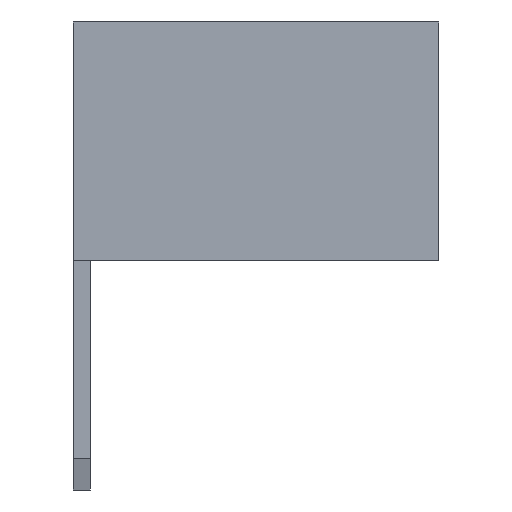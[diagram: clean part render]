
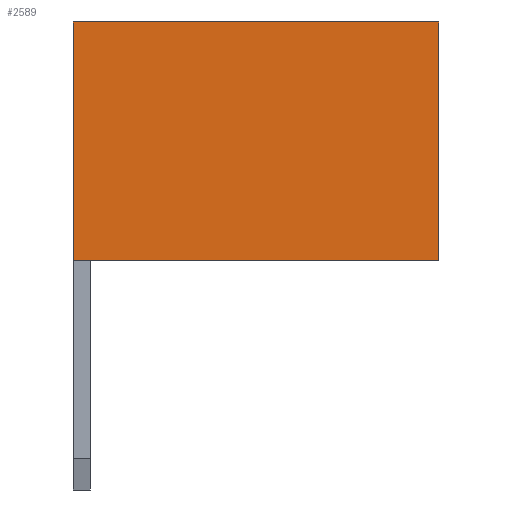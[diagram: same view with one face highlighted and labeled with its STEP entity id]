
A CAD part, left-side view. The second image highlights one B-rep face of the part: STEP entity #2589.
In plain terms, the highlighted planar face has unit normal (-1, 0, 0).
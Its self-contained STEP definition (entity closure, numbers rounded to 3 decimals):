
#2589=ADVANCED_FACE('',(#18433),#18435,.T.);
#18433=FACE_BOUND('',#18434,.T.);
#18434=EDGE_LOOP('',(#31111,#31112,#31113,#31114));
#18435=PLANE('',#18436);
#18436=AXIS2_PLACEMENT_3D('',#18437,#18438,#18439);
#18437=CARTESIAN_POINT('',(-1.,-4.2,0.));
#18438=DIRECTION('',(-1.,0.,0.));
#18439=DIRECTION('',(0.,0.,1.));
#31111=ORIENTED_EDGE('',*,*,#39865,.T.);
#31112=ORIENTED_EDGE('',*,*,#40328,.T.);
#31113=ORIENTED_EDGE('',*,*,#39626,.F.);
#31114=ORIENTED_EDGE('',*,*,#40327,.F.);
#39626=EDGE_CURVE('',#44986,#44988,#44989,.T.);
#39865=EDGE_CURVE('',#45324,#45325,#45326,.T.);
#40327=EDGE_CURVE('',#45324,#44986,#46093,.T.);
#40328=EDGE_CURVE('',#45325,#44988,#46094,.T.);
#44986=VERTEX_POINT('',#53960);
#44988=VERTEX_POINT('',#53964);
#44989=LINE('',#53965,#53966);
#45324=VERTEX_POINT('',#54778);
#45325=VERTEX_POINT('',#54779);
#45326=LINE('',#54780,#54781);
#46093=LINE('',#56471,#56472);
#46094=LINE('',#56474,#56475);
#53960=CARTESIAN_POINT('',(-1.,0.1,0.));
#53964=CARTESIAN_POINT('',(-1.,0.1,2.8));
#53965=CARTESIAN_POINT('',(-1.,0.1,0.));
#53966=VECTOR('',#53967,1.);
#53967=DIRECTION('',(0.,0.,1.));
#54778=CARTESIAN_POINT('',(-1.,-4.2,0.));
#54779=CARTESIAN_POINT('',(-1.,-4.2,2.8));
#54780=CARTESIAN_POINT('',(-1.,-4.2,0.));
#54781=VECTOR('',#54782,1.);
#54782=DIRECTION('',(0.,0.,1.));
#56471=CARTESIAN_POINT('',(-1.,-4.2,0.));
#56472=VECTOR('',#56473,1.);
#56473=DIRECTION('',(0.,1.,0.));
#56474=CARTESIAN_POINT('',(-1.,-4.2,2.8));
#56475=VECTOR('',#56476,1.);
#56476=DIRECTION('',(0.,1.,0.));
